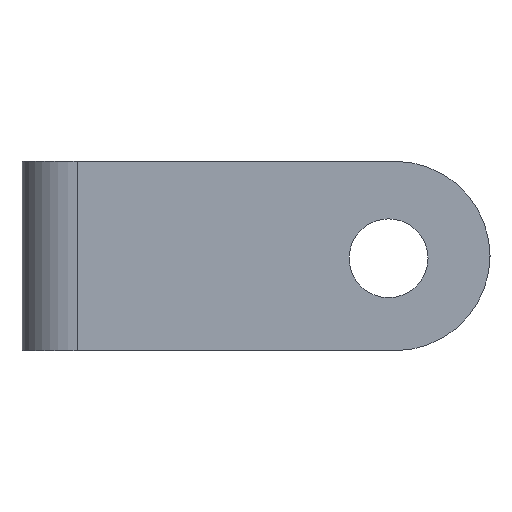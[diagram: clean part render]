
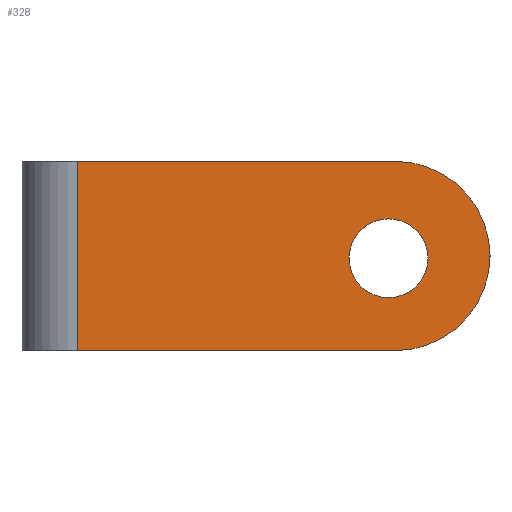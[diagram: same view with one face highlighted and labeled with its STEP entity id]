
A CAD part, left-side view. The second image highlights one B-rep face of the part: STEP entity #328.
In plain terms, the highlighted planar face has unit normal (-1, 0, 0).
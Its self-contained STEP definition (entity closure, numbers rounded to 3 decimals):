
#25=FACE_BOUND('',#50,.T.);
#31=FACE_OUTER_BOUND('',#49,.T.);
#49=EDGE_LOOP('',(#226,#227,#228,#229));
#50=EDGE_LOOP('',(#230));
#73=LINE('',#507,#101);
#74=LINE('',#509,#102);
#75=LINE('',#510,#103);
#101=VECTOR('',#403,10.);
#102=VECTOR('',#404,10.);
#103=VECTOR('',#405,10.);
#129=CIRCLE('',#361,6.);
#130=CIRCLE('',#362,2.5);
#148=VERTEX_POINT('',#503);
#149=VERTEX_POINT('',#504);
#150=VERTEX_POINT('',#506);
#151=VERTEX_POINT('',#508);
#152=VERTEX_POINT('',#511);
#179=EDGE_CURVE('',#148,#149,#129,.T.);
#180=EDGE_CURVE('',#150,#148,#73,.T.);
#181=EDGE_CURVE('',#151,#150,#74,.T.);
#182=EDGE_CURVE('',#151,#149,#75,.T.);
#183=EDGE_CURVE('',#152,#152,#130,.T.);
#226=ORIENTED_EDGE('',*,*,#179,.F.);
#227=ORIENTED_EDGE('',*,*,#180,.F.);
#228=ORIENTED_EDGE('',*,*,#181,.F.);
#229=ORIENTED_EDGE('',*,*,#182,.T.);
#230=ORIENTED_EDGE('',*,*,#183,.T.);
#320=PLANE('',#360);
#328=ADVANCED_FACE('',(#31,#25),#320,.T.);
#360=AXIS2_PLACEMENT_3D('',#502,#399,#400);
#361=AXIS2_PLACEMENT_3D('',#505,#401,#402);
#362=AXIS2_PLACEMENT_3D('',#512,#406,#407);
#399=DIRECTION('center_axis',(-1.,0.,0.));
#400=DIRECTION('ref_axis',(0.,0.,-1.));
#401=DIRECTION('center_axis',(1.,0.,0.));
#402=DIRECTION('ref_axis',(0.,-0.707,-0.707));
#403=DIRECTION('',(0.,-1.,0.));
#404=DIRECTION('',(0.,0.,1.));
#405=DIRECTION('',(0.,-1.,0.));
#406=DIRECTION('center_axis',(1.,0.,0.));
#407=DIRECTION('ref_axis',(0.,0.,1.));
#502=CARTESIAN_POINT('Origin',(-0.7,-11.,95.532));
#503=CARTESIAN_POINT('',(-0.7,-14.,95.532));
#504=CARTESIAN_POINT('',(-0.7,-14.,83.532));
#505=CARTESIAN_POINT('Origin',(-0.7,-14.,89.532));
#506=CARTESIAN_POINT('',(-0.7,6.16,95.532));
#507=CARTESIAN_POINT('',(-0.7,-11.,95.532));
#508=CARTESIAN_POINT('',(-0.7,6.16,83.532));
#509=CARTESIAN_POINT('',(-0.7,6.16,89.782));
#510=CARTESIAN_POINT('',(-0.7,-11.,83.532));
#511=CARTESIAN_POINT('',(-0.7,-13.571,86.887));
#512=CARTESIAN_POINT('Origin',(-0.7,-13.571,89.387));
